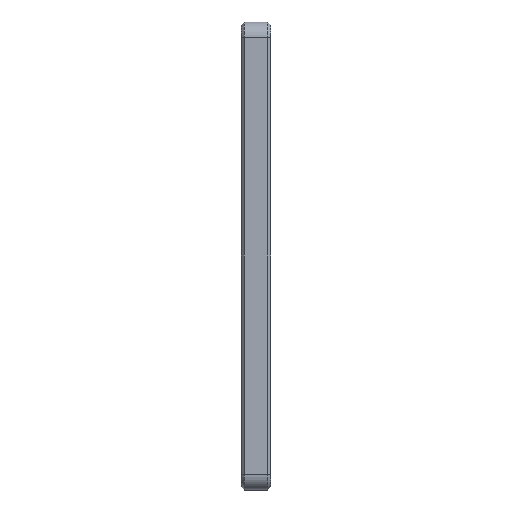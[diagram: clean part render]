
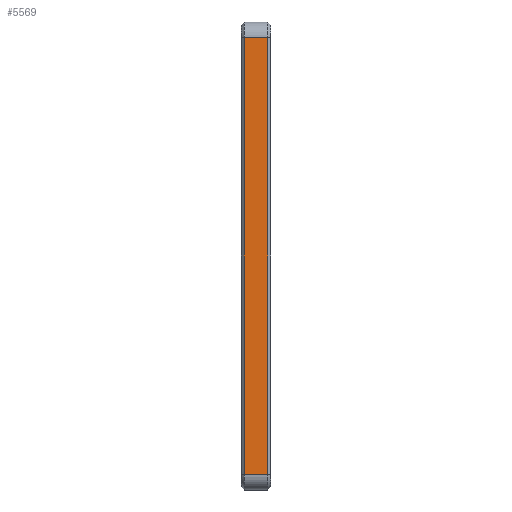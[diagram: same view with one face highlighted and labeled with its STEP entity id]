
A CAD part, left-side view. The second image highlights one B-rep face of the part: STEP entity #5569.
In plain terms, the highlighted planar face has unit normal (-1, 0, 0).
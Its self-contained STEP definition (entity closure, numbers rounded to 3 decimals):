
#287=LINE('',#9399,#667);
#294=LINE('',#9420,#674);
#296=LINE('',#9426,#676);
#297=LINE('',#9427,#677);
#667=VECTOR('',#7661,10.);
#674=VECTOR('',#7686,10.);
#676=VECTOR('',#7692,10.);
#677=VECTOR('',#7693,10.);
#1383=FACE_OUTER_BOUND('',#1901,.T.);
#1901=EDGE_LOOP('',(#4763,#4764,#4765,#4766));
#2883=VERTEX_POINT('',#9393);
#2884=VERTEX_POINT('',#9397);
#2889=VERTEX_POINT('',#9419);
#2891=VERTEX_POINT('',#9425);
#3536=EDGE_CURVE('',#2883,#2884,#287,.T.);
#3546=EDGE_CURVE('',#2884,#2889,#294,.T.);
#3549=EDGE_CURVE('',#2891,#2883,#296,.T.);
#3550=EDGE_CURVE('',#2889,#2891,#297,.T.);
#4763=ORIENTED_EDGE('',*,*,#3536,.F.);
#4764=ORIENTED_EDGE('',*,*,#3549,.F.);
#4765=ORIENTED_EDGE('',*,*,#3550,.F.);
#4766=ORIENTED_EDGE('',*,*,#3546,.F.);
#5344=PLANE('',#6216);
#5569=ADVANCED_FACE('',(#1383),#5344,.T.);
#6216=AXIS2_PLACEMENT_3D('',#9424,#7690,#7691);
#7661=DIRECTION('',(0.,0.,1.));
#7686=DIRECTION('',(0.,-1.,0.));
#7690=DIRECTION('center_axis',(-1.,0.,0.));
#7691=DIRECTION('ref_axis',(0.,0.,1.));
#7692=DIRECTION('',(0.,1.,0.));
#7693=DIRECTION('',(0.,0.,-1.));
#9393=CARTESIAN_POINT('',(-100.,8.6,-57.5));
#9397=CARTESIAN_POINT('',(-100.,8.6,82.5));
#9399=CARTESIAN_POINT('',(-100.,8.6,-31.25));
#9419=CARTESIAN_POINT('',(-100.,1.,82.5));
#9420=CARTESIAN_POINT('',(-100.,0.,82.5));
#9424=CARTESIAN_POINT('Origin',(-100.,0.,-62.5));
#9425=CARTESIAN_POINT('',(-100.,1.,-57.5));
#9426=CARTESIAN_POINT('',(-100.,0.,-57.5));
#9427=CARTESIAN_POINT('',(-100.,1.,-31.25));
